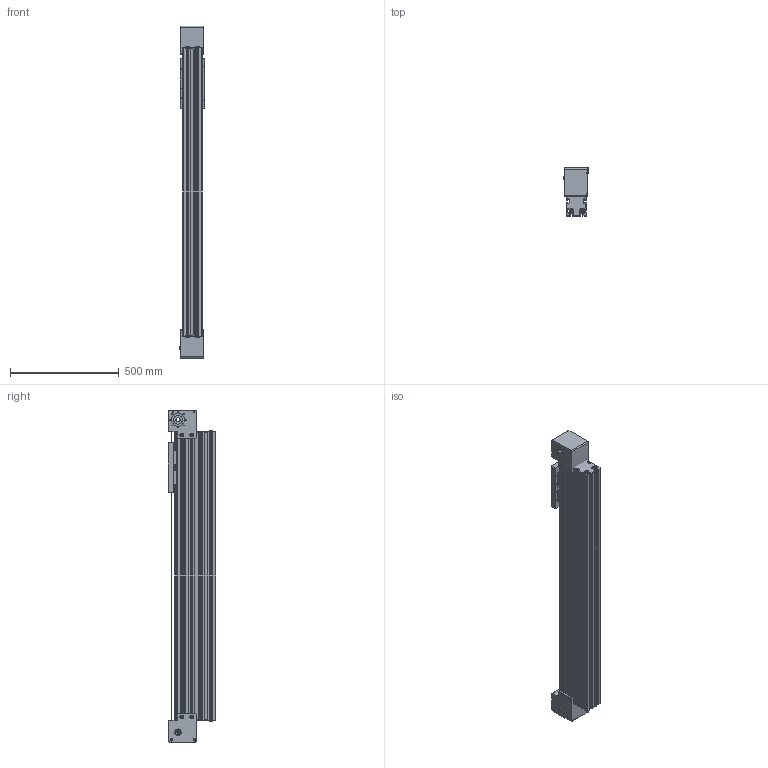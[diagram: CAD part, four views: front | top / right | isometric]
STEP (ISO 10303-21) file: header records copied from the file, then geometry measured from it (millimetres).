
FILE_DESCRIPTION(/* description */ ('STEP AP214'),/* implementation_level */ '2;1');
FILE_NAME(/* name */ '800.100 CAD FILE.stp',/* time_stamp */ '2022-06-15T10:47:48+02:00',/* author */ ('Utente'),/* organization */ (''),/* preprocessor_version */ 'ST-DEVELOPER v18.1',/* originating_system */ 'Autodesk Inventor 2022',/* authorisation */ '');
FILE_SCHEMA (('AUTOMOTIVE_DESIGN { 1 0 10303 214 3 1 1 }'));
Products named in the file (5): 800.100 CAD FILE; Profilo 800.100; Testata condotta 800.100; Carrello 800.100; Testata di traino 800.090
Assembly tree (4 placements, depth 2):
  800.100 CAD FILE
    Profilo 800.100
    Testata condotta 800.100
    Carrello 800.100
    Testata di traino 800.090
Bounding box: 114 x 221 x 1530 mm (x, y, z)
Volume: 23069473.2 mm3; surface area: 1769972 mm2
Topology: 14 solids, 14 shells, 2374 faces, 6466 edges, 4342 vertices
Faces by surface type: plane 1682, cylinder 532, bspline 64, cone 53, torus 43
Full cylindrical faces by diameter (mm): 3.5 x8, 3.818 x16, 4.1 x8, 4.134 x8, 4.8 x4, 4.917 x8, 5 x2, 5.5 x16, 6 x24, 6.6 x4, 6.667 x16, 6.8 x12, 8 x16, 10 x4, 11 x4, 12 x5, 16 x8, 17.3 x8, 17.6 x1, 18 x1, 19 x5, 23.116 x1, 30 x1, 40 x2, 60 x2
Entity records: 90879 total; most frequent: CARTESIAN_POINT 28015, ORIENTED_EDGE 12900, DIRECTION 12208, EDGE_CURVE 6450, LINE 5074, VECTOR 5074, VERTEX_POINT 4342, AXIS2_PLACEMENT_3D 3567
